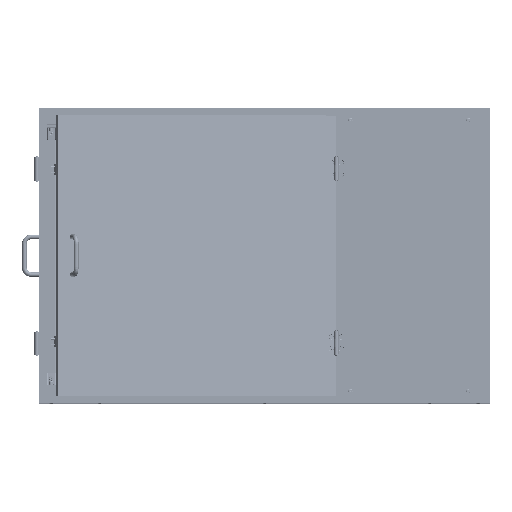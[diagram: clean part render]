
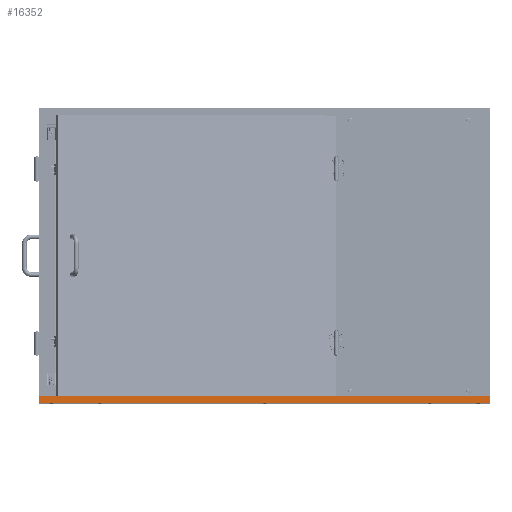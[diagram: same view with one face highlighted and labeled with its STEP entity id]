
A CAD part, top view. The second image highlights one B-rep face of the part: STEP entity #16352.
In plain terms, the highlighted face is planar.
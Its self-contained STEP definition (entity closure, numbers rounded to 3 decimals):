
#571 = EDGE_CURVE ( 'NONE', #15594, #29460, #802, .T. ) ;
#802 = LINE ( 'NONE', #19614, #29678 ) ;
#1206 = EDGE_CURVE ( 'NONE', #15594, #25212, #20197, .T. ) ;
#1319 = PLANE ( 'NONE',  #31331 ) ;
#3864 = VECTOR ( 'NONE', #12357, 1000. ) ;
#4477 = VECTOR ( 'NONE', #21013, 1000. ) ;
#5181 = CARTESIAN_POINT ( 'NONE',  ( -477.5, 320., 0. ) ) ;
#5891 = ORIENTED_EDGE ( 'NONE', *, *, #31757, .T. ) ;
#5962 = CARTESIAN_POINT ( 'NONE',  ( -477.5, 320., 15. ) ) ;
#6215 = EDGE_CURVE ( 'NONE', #29460, #9075, #16235, .T. ) ;
#8062 = CARTESIAN_POINT ( 'NONE',  ( -477.5, 320., 15. ) ) ;
#8213 = ORIENTED_EDGE ( 'NONE', *, *, #6215, .F. ) ;
#9075 = VERTEX_POINT ( 'NONE', #28735 ) ;
#10375 = LINE ( 'NONE', #5181, #4477 ) ;
#11753 = FACE_OUTER_BOUND ( 'NONE', #34146, .T. ) ;
#12357 = DIRECTION ( 'NONE',  ( 0., 0., -1. ) ) ;
#13604 = DIRECTION ( 'NONE',  ( 0., 0., -1. ) ) ;
#15594 = VERTEX_POINT ( 'NONE', #28538 ) ;
#16235 = LINE ( 'NONE', #5962, #20978 ) ;
#16352 = ADVANCED_FACE ( 'NONE', ( #11753 ), #1319, .F. ) ;
#17003 = DIRECTION ( 'NONE',  ( 0., -1., 0. ) ) ;
#17356 = DIRECTION ( 'NONE',  ( 0., 0., -1. ) ) ;
#18810 = ORIENTED_EDGE ( 'NONE', *, *, #571, .F. ) ;
#19614 = CARTESIAN_POINT ( 'NONE',  ( -477.5, 320., 15. ) ) ;
#19881 = ORIENTED_EDGE ( 'NONE', *, *, #1206, .T. ) ;
#19955 = CARTESIAN_POINT ( 'NONE',  ( -477.5, 320., 15. ) ) ;
#20197 = LINE ( 'NONE', #23496, #3864 ) ;
#20978 = VECTOR ( 'NONE', #13604, 1000. ) ;
#21013 = DIRECTION ( 'NONE',  ( -1., 0., 0. ) ) ;
#23496 = CARTESIAN_POINT ( 'NONE',  ( 477.5, 320., 15. ) ) ;
#24644 = DIRECTION ( 'NONE',  ( -1., 0., 0. ) ) ;
#25212 = VERTEX_POINT ( 'NONE', #26528 ) ;
#26528 = CARTESIAN_POINT ( 'NONE',  ( 477.5, 320., 0. ) ) ;
#28538 = CARTESIAN_POINT ( 'NONE',  ( 477.5, 320., 15. ) ) ;
#28735 = CARTESIAN_POINT ( 'NONE',  ( -477.5, 320., 0. ) ) ;
#29460 = VERTEX_POINT ( 'NONE', #8062 ) ;
#29678 = VECTOR ( 'NONE', #24644, 1000. ) ;
#31331 = AXIS2_PLACEMENT_3D ( 'NONE', #19955, #17003, #17356 ) ;
#31757 = EDGE_CURVE ( 'NONE', #25212, #9075, #10375, .T. ) ;
#34146 = EDGE_LOOP ( 'NONE', ( #5891, #8213, #18810, #19881 ) ) ;
